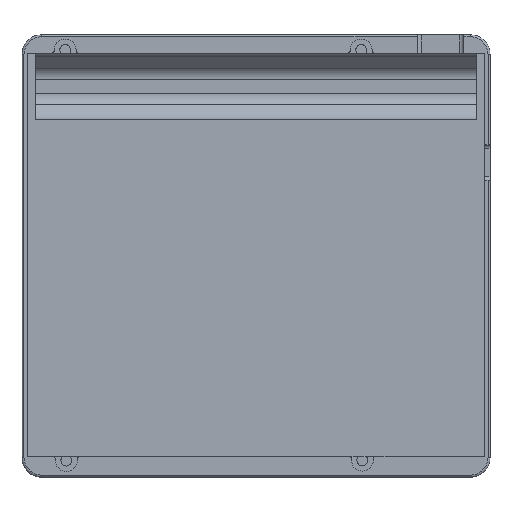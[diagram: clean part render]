
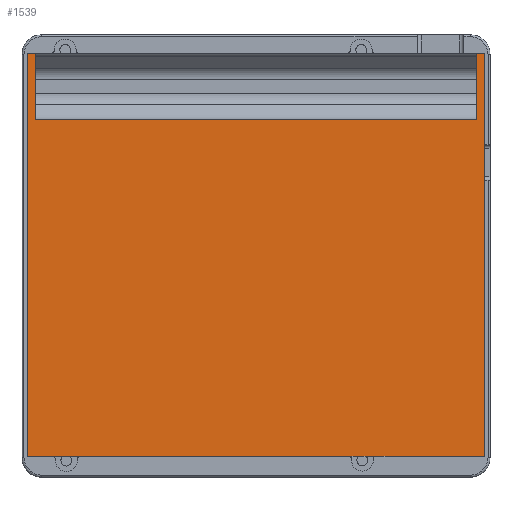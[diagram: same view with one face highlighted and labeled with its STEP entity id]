
A CAD part, top view. The second image highlights one B-rep face of the part: STEP entity #1539.
In plain terms, the highlighted planar face has unit normal (0, 0, 1).
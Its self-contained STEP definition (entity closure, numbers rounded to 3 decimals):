
#168=CARTESIAN_POINT('',(-0.47,11.031,-4.));
#169=VERTEX_POINT('',#168);
#170=CARTESIAN_POINT('',(-0.47,114.63,-4.));
#171=VERTEX_POINT('',#170);
#172=CARTESIAN_POINT('',(-0.47,11.031,-4.));
#173=DIRECTION('',(0.,1.,-0.));
#174=VECTOR('',#173,103.599);
#175=LINE('',#172,#174);
#176=EDGE_CURVE('',#169,#171,#175,.T.);
#340=CARTESIAN_POINT('',(1.53,114.63,-4.));
#341=VERTEX_POINT('',#340);
#342=CARTESIAN_POINT('',(1.53,114.63,-4.));
#343=DIRECTION('',(-1.,0.,0.));
#344=VECTOR('',#343,2.);
#345=LINE('',#342,#344);
#346=EDGE_CURVE('',#341,#171,#345,.T.);
#355=CARTESIAN_POINT('',(114.9,114.63,-4.));
#356=VERTEX_POINT('',#355);
#363=CARTESIAN_POINT('',(116.9,114.63,-4.));
#364=VERTEX_POINT('',#363);
#365=CARTESIAN_POINT('',(114.9,114.63,-4.));
#366=DIRECTION('',(1.,0.,-0.));
#367=VECTOR('',#366,2.);
#368=LINE('',#365,#367);
#369=EDGE_CURVE('',#356,#364,#368,.T.);
#572=CARTESIAN_POINT('',(1.53,97.63,-4.));
#573=VERTEX_POINT('',#572);
#580=CARTESIAN_POINT('',(114.9,97.63,-4.));
#581=VERTEX_POINT('',#580);
#582=CARTESIAN_POINT('',(114.9,97.63,-4.));
#583=DIRECTION('',(-1.,0.,0.));
#584=VECTOR('',#583,113.37);
#585=LINE('',#582,#584);
#586=EDGE_CURVE('',#581,#573,#585,.T.);
#1450=CARTESIAN_POINT('',(116.9,11.172,-4.));
#1451=VERTEX_POINT('',#1450);
#1452=CARTESIAN_POINT('',(116.9,114.63,-4.));
#1453=DIRECTION('',(0.,-1.,0.));
#1454=VECTOR('',#1453,103.458);
#1455=LINE('',#1452,#1454);
#1456=EDGE_CURVE('',#364,#1451,#1455,.T.);
#1509=CARTESIAN_POINT('',(57.336,57.838,-4.));
#1510=DIRECTION('',(0.,0.,1.));
#1511=DIRECTION('',(0.,-1.,0.));
#1512=AXIS2_PLACEMENT_3D('',#1509,#1510,#1511);
#1513=PLANE('',#1512);
#1514=ORIENTED_EDGE('',*,*,#1456,.F.);
#1515=ORIENTED_EDGE('',*,*,#369,.F.);
#1516=CARTESIAN_POINT('',(114.9,97.63,-4.));
#1517=DIRECTION('',(0.,1.,0.));
#1518=VECTOR('',#1517,17.);
#1519=LINE('',#1516,#1518);
#1520=EDGE_CURVE('',#581,#356,#1519,.T.);
#1521=ORIENTED_EDGE('',*,*,#1520,.F.);
#1522=ORIENTED_EDGE('',*,*,#586,.T.);
#1523=CARTESIAN_POINT('',(1.53,97.63,-4.));
#1524=DIRECTION('',(0.,1.,0.));
#1525=VECTOR('',#1524,17.);
#1526=LINE('',#1523,#1525);
#1527=EDGE_CURVE('',#573,#341,#1526,.T.);
#1528=ORIENTED_EDGE('',*,*,#1527,.T.);
#1529=ORIENTED_EDGE('',*,*,#346,.T.);
#1530=ORIENTED_EDGE('',*,*,#176,.F.);
#1531=CARTESIAN_POINT('',(116.9,11.172,-4.));
#1532=DIRECTION('',(-1.,-0.001,0.));
#1533=VECTOR('',#1532,117.37);
#1534=LINE('',#1531,#1533);
#1535=EDGE_CURVE('',#1451,#169,#1534,.T.);
#1536=ORIENTED_EDGE('',*,*,#1535,.F.);
#1537=EDGE_LOOP('',(#1514,#1515,#1521,#1522,#1528,#1529,#1530,#1536));
#1538=FACE_BOUND('',#1537,.T.);
#1539=ADVANCED_FACE('',(#1538),#1513,.T.);
